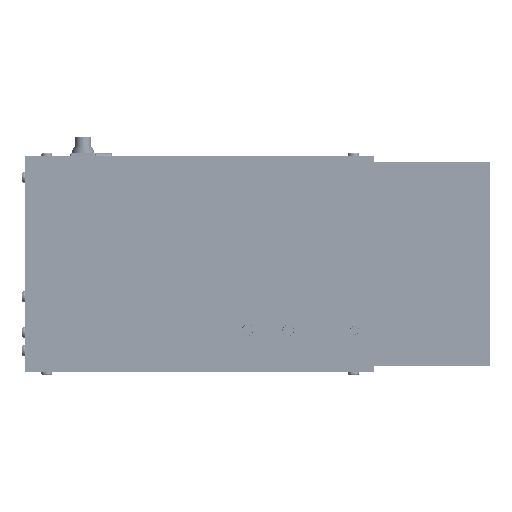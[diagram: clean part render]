
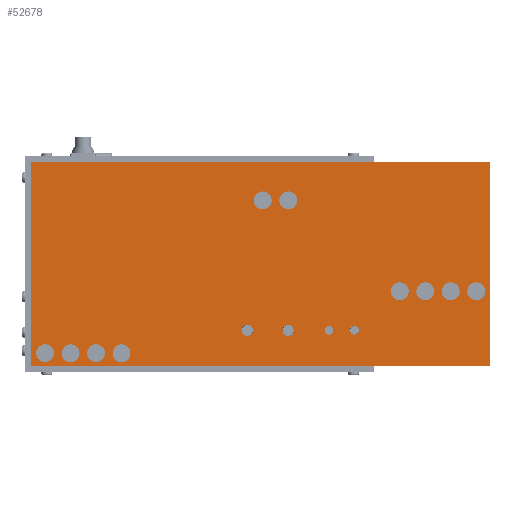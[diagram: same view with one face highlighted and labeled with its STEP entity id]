
A CAD part, left-side view. The second image highlights one B-rep face of the part: STEP entity #52678.
In plain terms, the highlighted planar face has unit normal (-1, 0, 0).
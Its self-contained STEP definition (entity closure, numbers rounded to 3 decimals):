
#2418=LINE('',#83097,#6460);
#2424=LINE('',#83109,#6466);
#2427=LINE('',#83243,#6469);
#2428=LINE('',#83245,#6470);
#6460=VECTOR('',#67629,17.717);
#6466=VECTOR('',#67637,17.717);
#6469=VECTOR('',#67812,7.874);
#6470=VECTOR('',#67815,7.874);
#9958=PLANE('',#57505);
#12015=FACE_BOUND('',#19022,.T.);
#12016=FACE_BOUND('',#19023,.T.);
#12017=FACE_BOUND('',#19024,.T.);
#12018=FACE_BOUND('',#19025,.T.);
#12019=FACE_BOUND('',#19026,.T.);
#12020=FACE_BOUND('',#19027,.T.);
#12021=FACE_BOUND('',#19028,.T.);
#12022=FACE_BOUND('',#19029,.T.);
#12023=FACE_BOUND('',#19030,.T.);
#12024=FACE_BOUND('',#19031,.T.);
#12025=FACE_BOUND('',#19032,.T.);
#12026=FACE_BOUND('',#19033,.T.);
#12027=FACE_BOUND('',#19034,.T.);
#12028=FACE_BOUND('',#19035,.T.);
#14652=FACE_OUTER_BOUND('',#19021,.T.);
#19021=EDGE_LOOP('',(#40585,#40586,#40587,#40588));
#19022=EDGE_LOOP('',(#40589));
#19023=EDGE_LOOP('',(#40590));
#19024=EDGE_LOOP('',(#40591));
#19025=EDGE_LOOP('',(#40592));
#19026=EDGE_LOOP('',(#40593));
#19027=EDGE_LOOP('',(#40594));
#19028=EDGE_LOOP('',(#40595));
#19029=EDGE_LOOP('',(#40596));
#19030=EDGE_LOOP('',(#40597));
#19031=EDGE_LOOP('',(#40598));
#19032=EDGE_LOOP('',(#40599));
#19033=EDGE_LOOP('',(#40600));
#19034=EDGE_LOOP('',(#40601));
#19035=EDGE_LOOP('',(#40602));
#22733=CIRCLE('',#57438,0.224);
#22736=CIRCLE('',#57444,0.224);
#22739=CIRCLE('',#57450,0.172);
#22742=CIRCLE('',#57456,0.172);
#22746=CIRCLE('',#57463,0.344);
#22748=CIRCLE('',#57467,0.344);
#22750=CIRCLE('',#57471,0.344);
#22753=CIRCLE('',#57476,0.344);
#22755=CIRCLE('',#57480,0.344);
#22758=CIRCLE('',#57485,0.344);
#22760=CIRCLE('',#57489,0.344);
#22762=CIRCLE('',#57493,0.344);
#22765=CIRCLE('',#57498,0.344);
#22768=CIRCLE('',#57503,0.344);
#26105=VERTEX_POINT('',#83094);
#26106=VERTEX_POINT('',#83096);
#26110=VERTEX_POINT('',#83106);
#26111=VERTEX_POINT('',#83108);
#26121=VERTEX_POINT('',#83139);
#26124=VERTEX_POINT('',#83148);
#26127=VERTEX_POINT('',#83157);
#26130=VERTEX_POINT('',#83166);
#26134=VERTEX_POINT('',#83177);
#26136=VERTEX_POINT('',#83183);
#26138=VERTEX_POINT('',#83189);
#26141=VERTEX_POINT('',#83197);
#26143=VERTEX_POINT('',#83203);
#26146=VERTEX_POINT('',#83211);
#26148=VERTEX_POINT('',#83217);
#26150=VERTEX_POINT('',#83223);
#26153=VERTEX_POINT('',#83231);
#26156=VERTEX_POINT('',#83239);
#31525=EDGE_CURVE('',#26106,#26105,#2418,.T.);
#31531=EDGE_CURVE('',#26111,#26110,#2424,.T.);
#31542=EDGE_CURVE('',#26121,#26121,#22733,.T.);
#31545=EDGE_CURVE('',#26124,#26124,#22736,.T.);
#31548=EDGE_CURVE('',#26127,#26127,#22739,.T.);
#31551=EDGE_CURVE('',#26130,#26130,#22742,.T.);
#31555=EDGE_CURVE('',#26134,#26134,#22746,.T.);
#31557=EDGE_CURVE('',#26136,#26136,#22748,.T.);
#31559=EDGE_CURVE('',#26138,#26138,#22750,.T.);
#31562=EDGE_CURVE('',#26141,#26141,#22753,.T.);
#31564=EDGE_CURVE('',#26143,#26143,#22755,.T.);
#31567=EDGE_CURVE('',#26146,#26146,#22758,.T.);
#31569=EDGE_CURVE('',#26148,#26148,#22760,.T.);
#31571=EDGE_CURVE('',#26150,#26150,#22762,.T.);
#31574=EDGE_CURVE('',#26153,#26153,#22765,.T.);
#31577=EDGE_CURVE('',#26156,#26156,#22768,.T.);
#31579=EDGE_CURVE('',#26110,#26106,#2427,.T.);
#31580=EDGE_CURVE('',#26105,#26111,#2428,.T.);
#40585=ORIENTED_EDGE('',*,*,#31579,.T.);
#40586=ORIENTED_EDGE('',*,*,#31525,.T.);
#40587=ORIENTED_EDGE('',*,*,#31580,.T.);
#40588=ORIENTED_EDGE('',*,*,#31531,.T.);
#40589=ORIENTED_EDGE('',*,*,#31542,.T.);
#40590=ORIENTED_EDGE('',*,*,#31545,.T.);
#40591=ORIENTED_EDGE('',*,*,#31548,.T.);
#40592=ORIENTED_EDGE('',*,*,#31551,.T.);
#40593=ORIENTED_EDGE('',*,*,#31555,.T.);
#40594=ORIENTED_EDGE('',*,*,#31557,.T.);
#40595=ORIENTED_EDGE('',*,*,#31559,.T.);
#40596=ORIENTED_EDGE('',*,*,#31562,.T.);
#40597=ORIENTED_EDGE('',*,*,#31564,.T.);
#40598=ORIENTED_EDGE('',*,*,#31567,.T.);
#40599=ORIENTED_EDGE('',*,*,#31569,.T.);
#40600=ORIENTED_EDGE('',*,*,#31571,.T.);
#40601=ORIENTED_EDGE('',*,*,#31574,.T.);
#40602=ORIENTED_EDGE('',*,*,#31577,.T.);
#52678=ADVANCED_FACE('',(#14652,#12015,#12016,#12017,#12018,#12019,#12020,
#12021,#12022,#12023,#12024,#12025,#12026,#12027,#12028),#9958,.T.);
#57438=AXIS2_PLACEMENT_3D('',#83140,#67677,#67678);
#57444=AXIS2_PLACEMENT_3D('',#83149,#67689,#67690);
#57450=AXIS2_PLACEMENT_3D('',#83158,#67701,#67702);
#57456=AXIS2_PLACEMENT_3D('',#83167,#67713,#67714);
#57463=AXIS2_PLACEMENT_3D('',#83178,#67727,#67728);
#57467=AXIS2_PLACEMENT_3D('',#83184,#67735,#67736);
#57471=AXIS2_PLACEMENT_3D('',#83190,#67743,#67744);
#57476=AXIS2_PLACEMENT_3D('',#83198,#67753,#67754);
#57480=AXIS2_PLACEMENT_3D('',#83204,#67761,#67762);
#57485=AXIS2_PLACEMENT_3D('',#83212,#67771,#67772);
#57489=AXIS2_PLACEMENT_3D('',#83218,#67779,#67780);
#57493=AXIS2_PLACEMENT_3D('',#83224,#67787,#67788);
#57498=AXIS2_PLACEMENT_3D('',#83232,#67797,#67798);
#57503=AXIS2_PLACEMENT_3D('',#83240,#67807,#67808);
#57505=AXIS2_PLACEMENT_3D('',#83244,#67813,#67814);
#67629=DIRECTION('',(0.,-1.,0.));
#67637=DIRECTION('',(0.,1.,0.));
#67677=DIRECTION('center_axis',(1.,0.,0.));
#67678=DIRECTION('ref_axis',(0.,1.,0.));
#67689=DIRECTION('center_axis',(1.,0.,0.));
#67690=DIRECTION('ref_axis',(0.,1.,0.));
#67701=DIRECTION('center_axis',(1.,0.,0.));
#67702=DIRECTION('ref_axis',(0.,1.,0.));
#67713=DIRECTION('center_axis',(1.,0.,0.));
#67714=DIRECTION('ref_axis',(0.,1.,0.));
#67727=DIRECTION('center_axis',(1.,0.,0.));
#67728=DIRECTION('ref_axis',(0.,1.,0.));
#67735=DIRECTION('center_axis',(1.,0.,0.));
#67736=DIRECTION('ref_axis',(0.,1.,0.));
#67743=DIRECTION('center_axis',(1.,0.,0.));
#67744=DIRECTION('ref_axis',(0.,1.,0.));
#67753=DIRECTION('center_axis',(1.,0.,0.));
#67754=DIRECTION('ref_axis',(0.,1.,0.));
#67761=DIRECTION('center_axis',(1.,0.,0.));
#67762=DIRECTION('ref_axis',(0.,1.,0.));
#67771=DIRECTION('center_axis',(1.,0.,0.));
#67772=DIRECTION('ref_axis',(0.,1.,0.));
#67779=DIRECTION('center_axis',(1.,0.,0.));
#67780=DIRECTION('ref_axis',(0.,1.,0.));
#67787=DIRECTION('center_axis',(1.,0.,0.));
#67788=DIRECTION('ref_axis',(0.,1.,0.));
#67797=DIRECTION('center_axis',(1.,0.,0.));
#67798=DIRECTION('ref_axis',(0.,1.,0.));
#67807=DIRECTION('center_axis',(1.,0.,0.));
#67808=DIRECTION('ref_axis',(0.,1.,0.));
#67812=DIRECTION('',(0.,0.,-1.));
#67813=DIRECTION('center_axis',(-1.,0.,0.));
#67814=DIRECTION('ref_axis',(0.,1.,0.));
#67815=DIRECTION('',(0.,0.,1.));
#83094=CARTESIAN_POINT('',(-77.534,0.,6.104));
#83096=CARTESIAN_POINT('',(-77.534,17.717,6.104));
#83097=CARTESIAN_POINT('',(-77.534,17.717,6.104));
#83106=CARTESIAN_POINT('',(-77.534,17.717,13.978));
#83108=CARTESIAN_POINT('',(-77.534,0.,13.978));
#83109=CARTESIAN_POINT('',(-77.534,0.,13.978));
#83139=CARTESIAN_POINT('',(-77.534,8.019,7.482));
#83140=CARTESIAN_POINT('Origin',(-77.534,7.795,7.482));
#83148=CARTESIAN_POINT('',(-77.534,9.594,7.482));
#83149=CARTESIAN_POINT('Origin',(-77.534,9.37,7.482));
#83157=CARTESIAN_POINT('',(-77.534,6.392,7.482));
#83158=CARTESIAN_POINT('Origin',(-77.534,6.22,7.482));
#83166=CARTESIAN_POINT('',(-77.534,5.408,7.482));
#83167=CARTESIAN_POINT('Origin',(-77.534,5.236,7.482));
#83177=CARTESIAN_POINT('',(-77.534,1.86,8.99));
#83178=CARTESIAN_POINT('Origin',(-77.534,1.516,8.99));
#83183=CARTESIAN_POINT('',(-77.534,2.844,8.99));
#83184=CARTESIAN_POINT('Origin',(-77.534,2.5,8.99));
#83189=CARTESIAN_POINT('',(-77.534,0.876,8.99));
#83190=CARTESIAN_POINT('Origin',(-77.534,0.531,8.99));
#83197=CARTESIAN_POINT('',(-77.534,3.829,8.99));
#83198=CARTESIAN_POINT('Origin',(-77.534,3.484,8.99));
#83203=CARTESIAN_POINT('',(-77.534,8.14,12.502));
#83204=CARTESIAN_POINT('Origin',(-77.534,7.795,12.502));
#83211=CARTESIAN_POINT('',(-77.534,9.124,12.502));
#83212=CARTESIAN_POINT('Origin',(-77.534,8.78,12.502));
#83217=CARTESIAN_POINT('',(-77.534,15.561,6.597));
#83218=CARTESIAN_POINT('Origin',(-77.534,15.217,6.597));
#83223=CARTESIAN_POINT('',(-77.534,16.545,6.597));
#83224=CARTESIAN_POINT('Origin',(-77.534,16.201,6.597));
#83231=CARTESIAN_POINT('',(-77.534,14.577,6.597));
#83232=CARTESIAN_POINT('Origin',(-77.534,14.232,6.597));
#83239=CARTESIAN_POINT('',(-77.534,17.53,6.597));
#83240=CARTESIAN_POINT('Origin',(-77.534,17.185,6.597));
#83243=CARTESIAN_POINT('',(-77.534,17.717,13.978));
#83244=CARTESIAN_POINT('Origin',(-77.534,8.858,10.041));
#83245=CARTESIAN_POINT('',(-77.534,0.,6.104));
